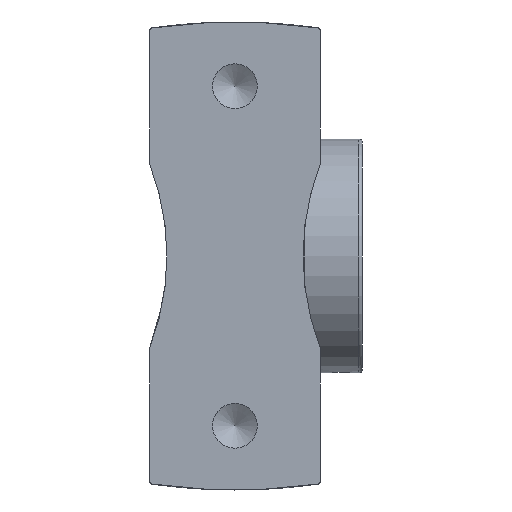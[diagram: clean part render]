
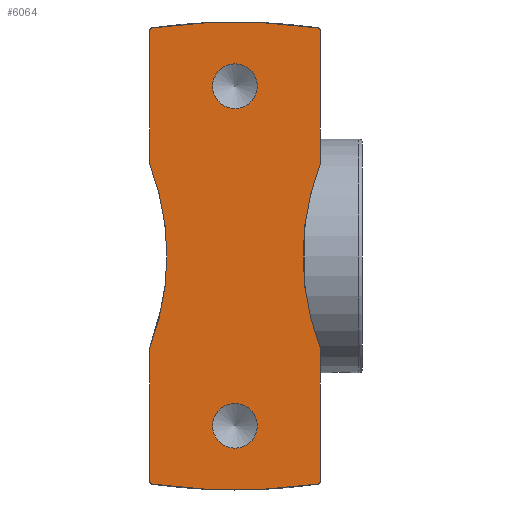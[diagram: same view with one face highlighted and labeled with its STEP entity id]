
A CAD part, front view. The second image highlights one B-rep face of the part: STEP entity #6064.
In plain terms, the highlighted face is planar.
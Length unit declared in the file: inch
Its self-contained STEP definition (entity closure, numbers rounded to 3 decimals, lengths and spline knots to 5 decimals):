
#416=CARTESIAN_POINT('',(0.80176,0.,0.));
#417=VERTEX_POINT('',#416);
#449=CARTESIAN_POINT('',(1.00394,-1.08268,0.));
#450=VERTEX_POINT('',#449);
#457=CARTESIAN_POINT('',(3.80176,0.,0.));
#458=DIRECTION('',(0.,0.,1.));
#459=DIRECTION('',(1.,0.,-0.));
#460=AXIS2_PLACEMENT_3D('',#457,#458,#459);
#461=CIRCLE('',#460,3.);
#462=EDGE_CURVE('',#417,#450,#461,.T.);
#540=CARTESIAN_POINT('',(-0.2635,-2.,0.));
#541=VERTEX_POINT('',#540);
#551=CARTESIAN_POINT('',(0.2635,-2.,0.));
#552=VERTEX_POINT('',#551);
#553=CARTESIAN_POINT('',(0.,-2.,0.));
#554=DIRECTION('',(0.,0.,1.));
#555=DIRECTION('',(1.,0.,-0.));
#556=AXIS2_PLACEMENT_3D('',#553,#554,#555);
#557=CIRCLE('',#556,0.2635);
#558=EDGE_CURVE('',#552,#541,#557,.T.);
#560=CARTESIAN_POINT('',(0.,-2.,0.));
#561=DIRECTION('',(0.,0.,1.));
#562=DIRECTION('',(1.,0.,-0.));
#563=AXIS2_PLACEMENT_3D('',#560,#561,#562);
#564=CIRCLE('',#563,0.2635);
#565=EDGE_CURVE('',#541,#552,#564,.T.);
#610=CARTESIAN_POINT('',(-0.2635,2.,0.));
#611=VERTEX_POINT('',#610);
#621=CARTESIAN_POINT('',(0.2635,2.,0.));
#622=VERTEX_POINT('',#621);
#623=CARTESIAN_POINT('',(0.,2.,0.));
#624=DIRECTION('',(0.,0.,1.));
#625=DIRECTION('',(1.,0.,-0.));
#626=AXIS2_PLACEMENT_3D('',#623,#624,#625);
#627=CIRCLE('',#626,0.2635);
#628=EDGE_CURVE('',#622,#611,#627,.T.);
#630=CARTESIAN_POINT('',(0.,2.,0.));
#631=DIRECTION('',(0.,0.,1.));
#632=DIRECTION('',(1.,0.,-0.));
#633=AXIS2_PLACEMENT_3D('',#630,#631,#632);
#634=CIRCLE('',#633,0.2635);
#635=EDGE_CURVE('',#611,#622,#634,.T.);
#3479=CARTESIAN_POINT('',(-0.97387,-2.6869,0.));
#3480=VERTEX_POINT('',#3479);
#3487=CARTESIAN_POINT('',(0.97387,-2.6869,0.));
#3488=VERTEX_POINT('',#3487);
#3489=CARTESIAN_POINT('',(-0.,4.15119,0.));
#3490=DIRECTION('',(0.,0.,-1.));
#3491=DIRECTION('',(1.,0.,0.));
#3492=AXIS2_PLACEMENT_3D('',#3489,#3490,#3491);
#3493=CIRCLE('',#3492,6.9071);
#3494=EDGE_CURVE('',#3488,#3480,#3493,.T.);
#3894=CARTESIAN_POINT('',(0.97387,2.6869,0.));
#3895=VERTEX_POINT('',#3894);
#3902=CARTESIAN_POINT('',(-0.97387,2.6869,0.));
#3903=VERTEX_POINT('',#3902);
#3904=CARTESIAN_POINT('',(0.,-4.15119,0.));
#3905=DIRECTION('',(0.,0.,-1.));
#3906=DIRECTION('',(-1.,0.,0.));
#3907=AXIS2_PLACEMENT_3D('',#3904,#3905,#3906);
#3908=CIRCLE('',#3907,6.9071);
#3909=EDGE_CURVE('',#3903,#3895,#3908,.T.);
#3962=CARTESIAN_POINT('',(1.00394,2.65225,0.));
#3963=VERTEX_POINT('',#3962);
#3970=CARTESIAN_POINT('',(0.96894,2.65225,0.));
#3971=DIRECTION('',(0.,-0.,1.));
#3972=DIRECTION('',(0.755,0.655,0.));
#3973=AXIS2_PLACEMENT_3D('',#3970,#3971,#3972);
#3974=CIRCLE('',#3973,0.035);
#3975=EDGE_CURVE('',#3963,#3895,#3974,.T.);
#3987=CARTESIAN_POINT('',(1.00394,1.08268,0.));
#3988=VERTEX_POINT('',#3987);
#3995=CARTESIAN_POINT('',(1.00394,2.67063,0.));
#3996=DIRECTION('',(0.,-1.,0.));
#3997=VECTOR('',#3996,0.61794);
#3998=LINE('',#3995,#3997);
#3999=EDGE_CURVE('',#3963,#3988,#3998,.T.);
#4417=CARTESIAN_POINT('',(-0.80176,-0.,0.));
#4418=VERTEX_POINT('',#4417);
#4455=CARTESIAN_POINT('',(-1.00394,1.08268,0.));
#4456=VERTEX_POINT('',#4455);
#4463=CARTESIAN_POINT('',(-3.80176,0.,0.));
#4464=DIRECTION('',(0.,0.,1.));
#4465=DIRECTION('',(-1.,0.,0.));
#4466=AXIS2_PLACEMENT_3D('',#4463,#4464,#4465);
#4467=CIRCLE('',#4466,3.);
#4468=EDGE_CURVE('',#4418,#4456,#4467,.T.);
#4479=CARTESIAN_POINT('',(-1.00394,2.65225,0.));
#4480=VERTEX_POINT('',#4479);
#4487=CARTESIAN_POINT('',(-1.00394,2.67063,0.));
#4488=DIRECTION('',(0.,-1.,0.));
#4489=VECTOR('',#4488,0.61794);
#4490=LINE('',#4487,#4489);
#4491=EDGE_CURVE('',#4480,#4456,#4490,.T.);
#4504=CARTESIAN_POINT('',(-0.96894,2.65225,0.));
#4505=DIRECTION('',(0.,0.,1.));
#4506=DIRECTION('',(-0.755,0.655,0.));
#4507=AXIS2_PLACEMENT_3D('',#4504,#4505,#4506);
#4508=CIRCLE('',#4507,0.035);
#4509=EDGE_CURVE('',#3903,#4480,#4508,.T.);
#5576=CARTESIAN_POINT('',(1.00394,-2.65225,0.));
#5577=VERTEX_POINT('',#5576);
#5584=CARTESIAN_POINT('',(1.00394,1.20018,0.));
#5585=DIRECTION('',(0.,-1.,0.));
#5586=VECTOR('',#5585,0.61794);
#5587=LINE('',#5584,#5586);
#5588=EDGE_CURVE('',#450,#5577,#5587,.T.);
#5601=CARTESIAN_POINT('',(0.96894,-2.65225,0.));
#5602=DIRECTION('',(0.,0.,1.));
#5603=DIRECTION('',(0.755,-0.655,0.));
#5604=AXIS2_PLACEMENT_3D('',#5601,#5602,#5603);
#5605=CIRCLE('',#5604,0.035);
#5606=EDGE_CURVE('',#3488,#5577,#5605,.T.);
#5980=CARTESIAN_POINT('',(-1.00394,-2.65225,0.));
#5981=VERTEX_POINT('',#5980);
#5988=CARTESIAN_POINT('',(-0.96894,-2.65225,0.));
#5989=DIRECTION('',(0.,0.,1.));
#5990=DIRECTION('',(-0.755,-0.655,0.));
#5991=AXIS2_PLACEMENT_3D('',#5988,#5989,#5990);
#5992=CIRCLE('',#5991,0.035);
#5993=EDGE_CURVE('',#5981,#3480,#5992,.T.);
#6005=CARTESIAN_POINT('',(-1.00394,-1.08268,0.));
#6006=VERTEX_POINT('',#6005);
#6013=CARTESIAN_POINT('',(-1.00394,1.20018,0.));
#6014=DIRECTION('',(0.,-1.,0.));
#6015=VECTOR('',#6014,0.61794);
#6016=LINE('',#6013,#6015);
#6017=EDGE_CURVE('',#6006,#5981,#6016,.T.);
#6023=CARTESIAN_POINT('',(0.49713,1.36193,0.));
#6024=DIRECTION('',(0.,0.,1.));
#6025=DIRECTION('',(1.,0.,0.));
#6026=AXIS2_PLACEMENT_3D('',#6023,#6024,#6025);
#6027=PLANE('',#6026);
#6028=ORIENTED_EDGE('',*,*,#558,.T.);
#6029=ORIENTED_EDGE('',*,*,#565,.T.);
#6030=EDGE_LOOP('',(#6028,#6029));
#6031=FACE_BOUND('',#6030,.T.);
#6032=ORIENTED_EDGE('',*,*,#628,.T.);
#6033=ORIENTED_EDGE('',*,*,#635,.T.);
#6034=EDGE_LOOP('',(#6032,#6033));
#6035=FACE_BOUND('',#6034,.T.);
#6036=ORIENTED_EDGE('',*,*,#3975,.F.);
#6037=ORIENTED_EDGE('',*,*,#3999,.T.);
#6038=CARTESIAN_POINT('',(3.80176,0.,0.));
#6039=DIRECTION('',(0.,0.,1.));
#6040=DIRECTION('',(1.,0.,-0.));
#6041=AXIS2_PLACEMENT_3D('',#6038,#6039,#6040);
#6042=CIRCLE('',#6041,3.);
#6043=EDGE_CURVE('',#3988,#417,#6042,.T.);
#6044=ORIENTED_EDGE('',*,*,#6043,.T.);
#6045=ORIENTED_EDGE('',*,*,#462,.T.);
#6046=ORIENTED_EDGE('',*,*,#5588,.T.);
#6047=ORIENTED_EDGE('',*,*,#5606,.F.);
#6048=ORIENTED_EDGE('',*,*,#3494,.T.);
#6049=ORIENTED_EDGE('',*,*,#5993,.F.);
#6050=ORIENTED_EDGE('',*,*,#6017,.F.);
#6051=CARTESIAN_POINT('',(-3.80176,0.,0.));
#6052=DIRECTION('',(0.,0.,1.));
#6053=DIRECTION('',(-1.,0.,0.));
#6054=AXIS2_PLACEMENT_3D('',#6051,#6052,#6053);
#6055=CIRCLE('',#6054,3.);
#6056=EDGE_CURVE('',#6006,#4418,#6055,.T.);
#6057=ORIENTED_EDGE('',*,*,#6056,.T.);
#6058=ORIENTED_EDGE('',*,*,#4468,.T.);
#6059=ORIENTED_EDGE('',*,*,#4491,.F.);
#6060=ORIENTED_EDGE('',*,*,#4509,.F.);
#6061=ORIENTED_EDGE('',*,*,#3909,.T.);
#6062=EDGE_LOOP('',(#6036,#6037,#6044,#6045,#6046,#6047,#6048,#6049,#6050,#6057,#6058,#6059,#6060,#6061));
#6063=FACE_BOUND('',#6062,.T.);
#6064=ADVANCED_FACE('',(#6031,#6035,#6063),#6027,.F.);
